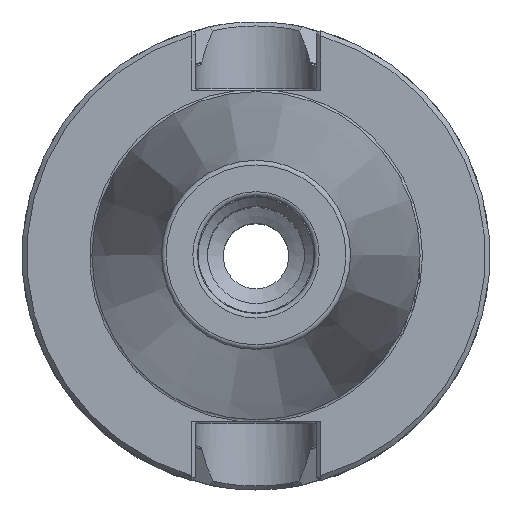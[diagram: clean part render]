
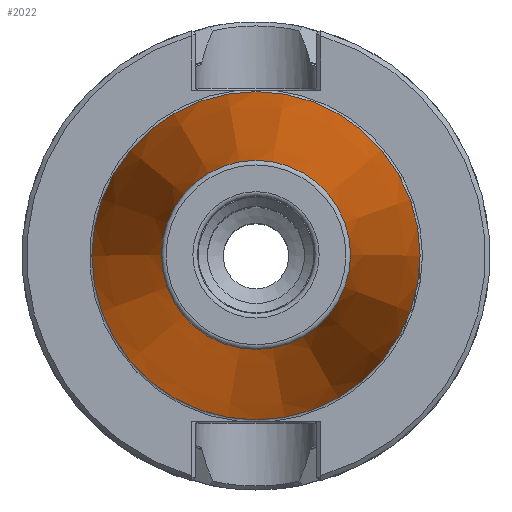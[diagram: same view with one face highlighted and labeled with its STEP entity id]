
A CAD part, top view. The second image highlights one B-rep face of the part: STEP entity #2022.
In plain terms, the highlighted conical face has half-angle 8.297 degrees and reference radius 20.204 mm.
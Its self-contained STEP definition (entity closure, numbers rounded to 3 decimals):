
#241=CONICAL_SURFACE('',#2165,20.204,0.145);
#331=ORIENTED_EDGE('',*,*,#651,.T.);
#332=ORIENTED_EDGE('',*,*,#650,.F.);
#650=EDGE_CURVE('',#829,#829,#960,.T.);
#651=EDGE_CURVE('',#830,#830,#961,.T.);
#829=VERTEX_POINT('',#2790);
#830=VERTEX_POINT('',#2793);
#960=CIRCLE('',#2164,20.204);
#961=CIRCLE('',#2166,35.065);
#1076=EDGE_LOOP('',(#331));
#1077=EDGE_LOOP('',(#332));
#1220=FACE_BOUND('',#1076,.T.);
#1221=FACE_BOUND('',#1077,.T.);
#2022=ADVANCED_FACE('',(#1220,#1221),#241,.T.);
#2164=AXIS2_PLACEMENT_3D('',#2789,#2422,#2423);
#2165=AXIS2_PLACEMENT_3D('',#2791,#2424,#2425);
#2166=AXIS2_PLACEMENT_3D('',#2792,#2426,#2427);
#2422=DIRECTION('',(0.,0.,1.));
#2423=DIRECTION('',(1.,0.,0.));
#2424=DIRECTION('',(0.,0.,-1.));
#2425=DIRECTION('',(-1.,0.,0.));
#2426=DIRECTION('',(0.,0.,1.));
#2427=DIRECTION('',(1.,0.,0.));
#2789=CARTESIAN_POINT('',(0.,0.,100.944));
#2790=CARTESIAN_POINT('',(20.204,0.,100.944));
#2791=CARTESIAN_POINT('',(0.,0.,100.944));
#2792=CARTESIAN_POINT('',(0.,0.,-0.963));
#2793=CARTESIAN_POINT('',(35.065,0.,-0.963));
